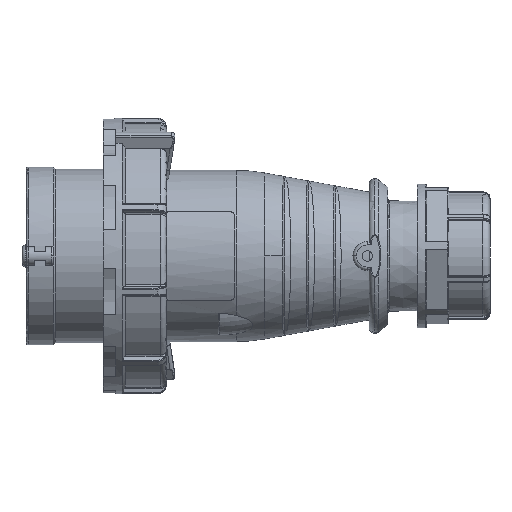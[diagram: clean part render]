
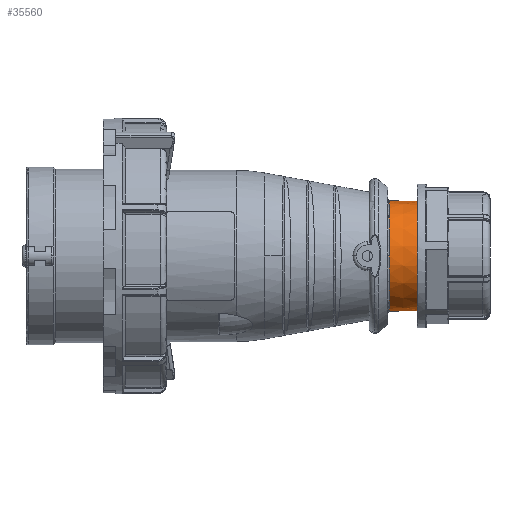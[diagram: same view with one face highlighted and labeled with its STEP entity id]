
A CAD part, left-side view. The second image highlights one B-rep face of the part: STEP entity #35560.
In plain terms, the highlighted conical face has half-angle 1 degrees and reference radius 17.25 mm.
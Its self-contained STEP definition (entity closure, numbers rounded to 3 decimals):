
#85 = VERTEX_POINT ( 'NONE', #36378 ) ;
#163 = CARTESIAN_POINT ( 'NONE',  ( 35.094, -52.333, 32.22 ) ) ;
#378 = CARTESIAN_POINT ( 'NONE',  ( 34.14, -52.333, 52.041 ) ) ;
#564 = EDGE_CURVE ( 'NONE', #85, #7521, #2076, .T. ) ;
#1858 = CARTESIAN_POINT ( 'NONE',  ( 48.924, -61.081, 25.594 ) ) ;
#2076 = LINE ( 'NONE', #1858, #20097 ) ;
#2986 = CARTESIAN_POINT ( 'NONE',  ( 33.308, -52.333, 50.545 ) ) ;
#3023 = DIRECTION ( 'NONE',  ( 0., 1., 0. ) ) ;
#3629 = CARTESIAN_POINT ( 'NONE',  ( 32.438, -52.333, 37.243 ) ) ;
#5230 = LINE ( 'NONE', #31538, #25241 ) ;
#5301 = B_SPLINE_CURVE_WITH_KNOTS ( 'NONE', 3,
 ( #29085, #40130, #26247, #36898, #10378, #12758, #16675, #39913, #13390, #16886, #10146, #36453, #23407, #30158, #23190, #378, #36671, #2986, #36043, #22987, #26889, #16233, #29727, #9730, #23631, #13603 ),
 .UNSPECIFIED., .F., .F.,
 ( 4, 2, 2, 2, 2, 2, 2, 2, 2, 2, 2, 2, 4 ),
 ( 0., 0.004, 0.007, 0.009, 0.011, 0.012, 0.014, 0.017, 0.019, 0.021, 0.024, 0.026, 0.028 ),
 .UNSPECIFIED. ) ;
#5771 = DIRECTION ( 'NONE',  ( 0., 1., -0.017 ) ) ;
#6632 = CARTESIAN_POINT ( 'NONE',  ( 48.924, -61.081, 60.094 ) ) ;
#7521 = VERTEX_POINT ( 'NONE', #40440 ) ;
#8381 = EDGE_CURVE ( 'NONE', #34814, #19977, #5230, .T. ) ;
#8400 = DIRECTION ( 'NONE',  ( 0., 1., 0. ) ) ;
#8795 = EDGE_CURVE ( 'NONE', #17257, #7521, #9991, .T. ) ;
#9292 = CARTESIAN_POINT ( 'NONE',  ( 31.967, -52.333, 38.891 ) ) ;
#9347 = EDGE_CURVE ( 'NONE', #19977, #17257, #5301, .T. ) ;
#9501 = CARTESIAN_POINT ( 'NONE',  ( 37.019, -52.333, 30.137 ) ) ;
#9720 = CARTESIAN_POINT ( 'NONE',  ( 40.21, -52.333, 27.737 ) ) ;
#9730 = CARTESIAN_POINT ( 'NONE',  ( 31.549, -52.333, 43.979 ) ) ;
#9991 = B_SPLINE_CURVE_WITH_KNOTS ( 'NONE', 3,
 ( #29940, #42530, #33199, #9292, #32977, #3629, #29720, #32553, #42731, #19291, #163, #29298, #9501, #33424, #26238, #36662, #9720, #26024, #22979, #32766, #16878, #12750, #19713, #19505, #16226 ),
 .UNSPECIFIED., .F., .F.,
 ( 4, 2, 2, 1, 2, 2, 2, 2, 2, 2, 2, 2, 4 ),
 ( 0.028, 0.031, 0.033, 0.035, 0.036, 0.038, 0.042, 0.043, 0.045, 0.048, 0.05, 0.052, 0.055 ),
 .UNSPECIFIED. ) ;
#10146 = CARTESIAN_POINT ( 'NONE',  ( 38.322, -52.333, 56.656 ) ) ;
#10378 = CARTESIAN_POINT ( 'NONE',  ( 43.314, -52.333, 59.357 ) ) ;
#11992 = ORIENTED_EDGE ( 'NONE', *, *, #9347, .T. ) ;
#12750 = CARTESIAN_POINT ( 'NONE',  ( 44.981, -52.333, 25.884 ) ) ;
#12758 = CARTESIAN_POINT ( 'NONE',  ( 41.733, -52.333, 58.701 ) ) ;
#13008 = EDGE_CURVE ( 'NONE', #85, #34814, #17430, .T. ) ;
#13390 = CARTESIAN_POINT ( 'NONE',  ( 39.719, -52.333, 57.623 ) ) ;
#13603 = CARTESIAN_POINT ( 'NONE',  ( 31.522, -52.333, 42.844 ) ) ;
#16064 = DIRECTION ( 'NONE',  ( 0., 0., 1. ) ) ;
#16226 = CARTESIAN_POINT ( 'NONE',  ( 48.924, -52.333, 25.441 ) ) ;
#16233 = CARTESIAN_POINT ( 'NONE',  ( 31.746, -52.333, 45.687 ) ) ;
#16336 = AXIS2_PLACEMENT_3D ( 'NONE', #26064, #3023, #16064 ) ;
#16675 = CARTESIAN_POINT ( 'NONE',  ( 41.211, -52.333, 58.454 ) ) ;
#16878 = CARTESIAN_POINT ( 'NONE',  ( 44.43, -52.333, 26.022 ) ) ;
#16886 = CARTESIAN_POINT ( 'NONE',  ( 38.778, -52.333, 56.993 ) ) ;
#17257 = VERTEX_POINT ( 'NONE', #29860 ) ;
#17430 = CIRCLE ( 'NONE', #41694, 17.25 ) ;
#19291 = CARTESIAN_POINT ( 'NONE',  ( 34.14, -52.333, 33.646 ) ) ;
#19505 = CARTESIAN_POINT ( 'NONE',  ( 47.777, -52.333, 25.441 ) ) ;
#19713 = CARTESIAN_POINT ( 'NONE',  ( 46.648, -52.333, 25.553 ) ) ;
#19977 = VERTEX_POINT ( 'NONE', #37656 ) ;
#20097 = VECTOR ( 'NONE', #5771, 1000. ) ;
#20682 = ORIENTED_EDGE ( 'NONE', *, *, #8795, .T. ) ;
#22421 = ORIENTED_EDGE ( 'NONE', *, *, #13008, .T. ) ;
#22911 = ORIENTED_EDGE ( 'NONE', *, *, #8381, .T. ) ;
#22979 = CARTESIAN_POINT ( 'NONE',  ( 42.793, -52.333, 26.547 ) ) ;
#22987 = CARTESIAN_POINT ( 'NONE',  ( 32.409, -52.333, 48.445 ) ) ;
#23190 = CARTESIAN_POINT ( 'NONE',  ( 35.084, -52.333, 53.454 ) ) ;
#23407 = CARTESIAN_POINT ( 'NONE',  ( 37.019, -52.333, 55.55 ) ) ;
#23631 = CARTESIAN_POINT ( 'NONE',  ( 31.522, -52.333, 43.411 ) ) ;
#25241 = VECTOR ( 'NONE', #41714, 1000. ) ;
#26024 = CARTESIAN_POINT ( 'NONE',  ( 41.21, -52.333, 27.202 ) ) ;
#26064 = CARTESIAN_POINT ( 'NONE',  ( 48.924, -61.081, 42.844 ) ) ;
#26238 = CARTESIAN_POINT ( 'NONE',  ( 38.33, -52.333, 29.025 ) ) ;
#26247 = CARTESIAN_POINT ( 'NONE',  ( 46.626, -52.333, 60.131 ) ) ;
#26889 = CARTESIAN_POINT ( 'NONE',  ( 32.08, -52.333, 47.361 ) ) ;
#28948 = ORIENTED_EDGE ( 'NONE', *, *, #564, .F. ) ;
#29085 = CARTESIAN_POINT ( 'NONE',  ( 48.924, -52.333, 60.246 ) ) ;
#29298 = CARTESIAN_POINT ( 'NONE',  ( 35.814, -52.333, 31.343 ) ) ;
#29388 = EDGE_LOOP ( 'NONE', ( #28948, #22421, #22911, #11992, #20682 ) ) ;
#29720 = CARTESIAN_POINT ( 'NONE',  ( 32.82, -52.333, 36.174 ) ) ;
#29727 = CARTESIAN_POINT ( 'NONE',  ( 31.662, -52.333, 45.119 ) ) ;
#29860 = CARTESIAN_POINT ( 'NONE',  ( 31.522, -52.333, 42.844 ) ) ;
#29940 = CARTESIAN_POINT ( 'NONE',  ( 31.522, -52.333, 42.844 ) ) ;
#30158 = CARTESIAN_POINT ( 'NONE',  ( 35.803, -52.333, 54.333 ) ) ;
#31538 = CARTESIAN_POINT ( 'NONE',  ( 48.924, -61.081, 60.094 ) ) ;
#32553 = CARTESIAN_POINT ( 'NONE',  ( 33.306, -52.333, 35.147 ) ) ;
#32766 = CARTESIAN_POINT ( 'NONE',  ( 43.337, -52.333, 26.352 ) ) ;
#32977 = CARTESIAN_POINT ( 'NONE',  ( 32.107, -52.333, 38.333 ) ) ;
#33199 = CARTESIAN_POINT ( 'NONE',  ( 31.632, -52.333, 40.578 ) ) ;
#33247 = FACE_OUTER_BOUND ( 'NONE', #29388, .T. ) ;
#33424 = CARTESIAN_POINT ( 'NONE',  ( 37.442, -52.333, 29.754 ) ) ;
#33869 = DIRECTION ( 'NONE',  ( 0., 0., 1. ) ) ;
#34814 = VERTEX_POINT ( 'NONE', #6632 ) ;
#35560 = ADVANCED_FACE ( 'NONE', ( #33247 ), #42025, .T. ) ;
#36043 = CARTESIAN_POINT ( 'NONE',  ( 33.062, -52.333, 50.024 ) ) ;
#36378 = CARTESIAN_POINT ( 'NONE',  ( 48.924, -61.081, 25.594 ) ) ;
#36453 = CARTESIAN_POINT ( 'NONE',  ( 37.444, -52.333, 55.935 ) ) ;
#36662 = CARTESIAN_POINT ( 'NONE',  ( 38.791, -52.333, 28.684 ) ) ;
#36671 = CARTESIAN_POINT ( 'NONE',  ( 33.847, -52.333, 51.553 ) ) ;
#36898 = CARTESIAN_POINT ( 'NONE',  ( 44.399, -52.333, 59.686 ) ) ;
#37656 = CARTESIAN_POINT ( 'NONE',  ( 48.924, -52.333, 60.246 ) ) ;
#38175 = CARTESIAN_POINT ( 'NONE',  ( 48.924, -61.081, 42.844 ) ) ;
#39913 = CARTESIAN_POINT ( 'NONE',  ( 40.206, -52.333, 57.916 ) ) ;
#40130 = CARTESIAN_POINT ( 'NONE',  ( 47.776, -52.333, 60.246 ) ) ;
#40440 = CARTESIAN_POINT ( 'NONE',  ( 48.924, -52.333, 25.441 ) ) ;
#41694 = AXIS2_PLACEMENT_3D ( 'NONE', #38175, #8400, #33869 ) ;
#41714 = DIRECTION ( 'NONE',  ( 0., 1., 0.017 ) ) ;
#42025 = CONICAL_SURFACE ( 'NONE', #16336, 17.25, 0.017 ) ;
#42530 = CARTESIAN_POINT ( 'NONE',  ( 31.522, -52.333, 41.708 ) ) ;
#42731 = CARTESIAN_POINT ( 'NONE',  ( 33.843, -52.333, 34.141 ) ) ;
